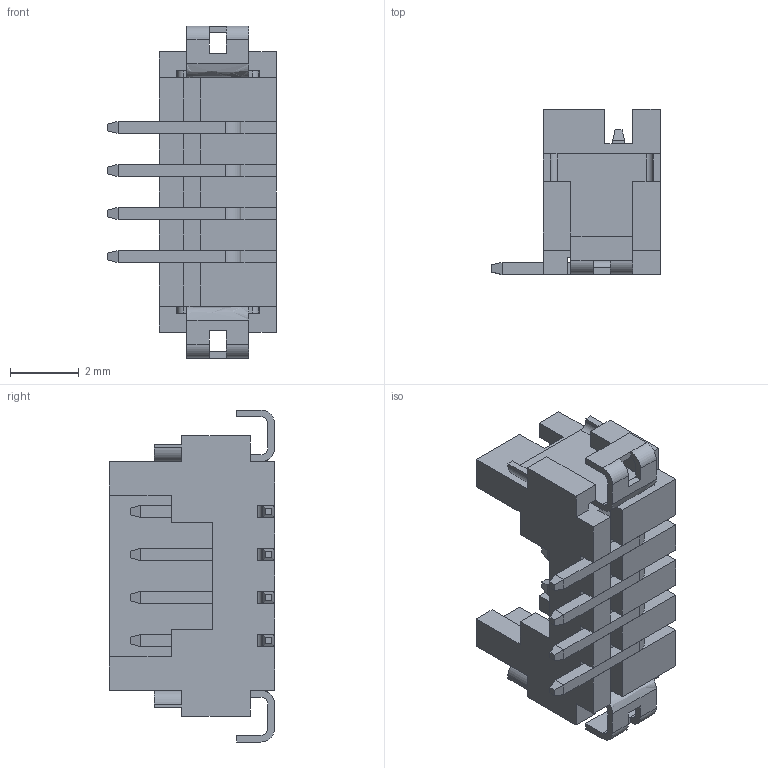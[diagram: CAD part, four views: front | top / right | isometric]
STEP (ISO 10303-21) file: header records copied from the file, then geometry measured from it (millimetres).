
FILE_DESCRIPTION(('FreeCAD Model'),'2;1');
FILE_NAME('DF13C-4P-1.25V.step', '2020-03-06T12:01:11',('Author'),(''), 'Open CASCADE STEP processor 7.3','FreeCAD','Unknown');
FILE_SCHEMA(('AUTOMOTIVE_DESIGN { 1 0 10303 214 1 1 1 1 }'));
Length unit declared in the file: millimetre
Products named in the file (1): DF13C_4P_1_25V
Bounding box: 4.9 x 4.8 x 9.65 mm (x, y, z)
Volume: 68.3 mm3; surface area: 263.4 mm2
Topology: 1 solids, 1 shells, 274 faces, 756 edges, 488 vertices
Faces by surface type: bspline 274
Entity records: 19964 total; most frequent: CARTESIAN_POINT 8476, ORIENTED_EDGE 1512, PCURVE 1512, DEFINITIONAL_REPRESENTATION 1512, B_SPLINE_CURVE_WITH_KNOTS 1512, DIRECTION 822, EDGE_CURVE 756, SURFACE_CURVE 756
